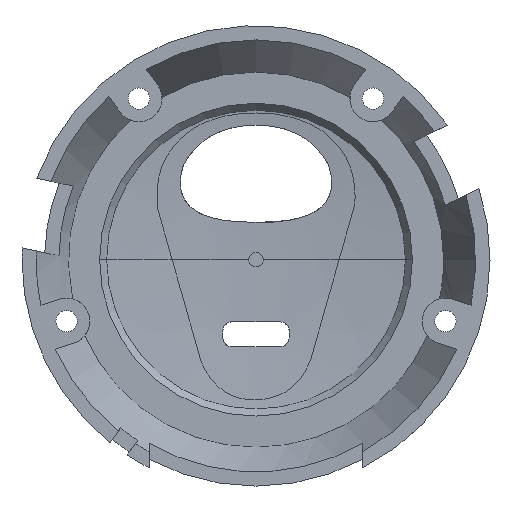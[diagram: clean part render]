
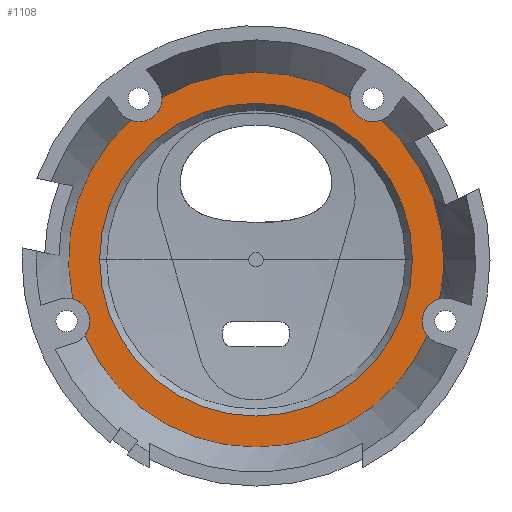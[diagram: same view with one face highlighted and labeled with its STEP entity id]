
A CAD part, front view. The second image highlights one B-rep face of the part: STEP entity #1108.
In plain terms, the highlighted planar face has unit normal (0, -1, 0).
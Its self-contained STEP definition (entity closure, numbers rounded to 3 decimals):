
#143 = CARTESIAN_POINT ( 'NONE',  ( -21.989, -4., 0. ) ) ;
#173 = AXIS2_PLACEMENT_3D ( 'NONE', #3603, #4106, #4710 ) ;
#242 = CIRCLE ( 'NONE', #4221, 21.989 ) ;
#287 = DIRECTION ( 'NONE',  ( 0., 1., 0. ) ) ;
#320 = DIRECTION ( 'NONE',  ( 0., 1., 0. ) ) ;
#322 = VERTEX_POINT ( 'NONE', #2063 ) ;
#350 = CIRCLE ( 'NONE', #5012, 3.25 ) ;
#386 = CARTESIAN_POINT ( 'NONE',  ( 0., -4., 0. ) ) ;
#452 = CARTESIAN_POINT ( 'NONE',  ( -26.63, -4., -8.652 ) ) ;
#596 = EDGE_CURVE ( 'NONE', #3998, #1755, #3144, .T. ) ;
#689 = CARTESIAN_POINT ( 'NONE',  ( -25.798, -4., -5.511 ) ) ;
#775 = DIRECTION ( 'NONE',  ( -1., 0., 0. ) ) ;
#811 = CARTESIAN_POINT ( 'NONE',  ( 16.458, -4., 22.652 ) ) ;
#858 = DIRECTION ( 'NONE',  ( 1., 0., 0. ) ) ;
#884 = AXIS2_PLACEMENT_3D ( 'NONE', #6829, #2986, #775 ) ;
#925 = CARTESIAN_POINT ( 'NONE',  ( -26.63, -4., -8.652 ) ) ;
#1044 = CARTESIAN_POINT ( 'NONE',  ( -23.38, -4., -8.652 ) ) ;
#1108 = ADVANCED_FACE ( 'NONE', ( #5123, #6265 ), #3027, .T. ) ;
#1154 = CARTESIAN_POINT ( 'NONE',  ( 0., -4., 0. ) ) ;
#1156 = CARTESIAN_POINT ( 'NONE',  ( 0., -4., 0. ) ) ;
#1157 = EDGE_CURVE ( 'NONE', #6262, #5594, #3947, .T. ) ;
#1295 = CARTESIAN_POINT ( 'NONE',  ( 21.989, -4., 0. ) ) ;
#1317 = ORIENTED_EDGE ( 'NONE', *, *, #4246, .T. ) ;
#1452 = DIRECTION ( 'NONE',  ( -1., 0., 0. ) ) ;
#1545 = EDGE_CURVE ( 'NONE', #5594, #4665, #6664, .T. ) ;
#1629 = VERTEX_POINT ( 'NONE', #3161 ) ;
#1755 = VERTEX_POINT ( 'NONE', #3862 ) ;
#1784 = CARTESIAN_POINT ( 'NONE',  ( 26.63, -4., -8.652 ) ) ;
#1873 = ORIENTED_EDGE ( 'NONE', *, *, #596, .F. ) ;
#1984 = EDGE_CURVE ( 'NONE', #322, #1755, #3108, .T. ) ;
#1998 = VERTEX_POINT ( 'NONE', #689 ) ;
#2063 = CARTESIAN_POINT ( 'NONE',  ( 24.11, -4., -10.705 ) ) ;
#2090 = DIRECTION ( 'NONE',  ( 0., 1., 0. ) ) ;
#2130 = CIRCLE ( 'NONE', #884, 26.38 ) ;
#2160 = DIRECTION ( 'NONE',  ( 0., 1., 0. ) ) ;
#2174 = AXIS2_PLACEMENT_3D ( 'NONE', #1154, #2160, #2805 ) ;
#2315 = AXIS2_PLACEMENT_3D ( 'NONE', #1156, #3338, #5503 ) ;
#2415 = CARTESIAN_POINT ( 'NONE',  ( -16.458, -4., 22.652 ) ) ;
#2557 = DIRECTION ( 'NONE',  ( 0., 1., 0. ) ) ;
#2586 = VERTEX_POINT ( 'NONE', #1295 ) ;
#2665 = CIRCLE ( 'NONE', #2315, 26.38 ) ;
#2805 = DIRECTION ( 'NONE',  ( -1., 0., 0. ) ) ;
#2831 = CIRCLE ( 'NONE', #4410, 21.989 ) ;
#2905 = EDGE_CURVE ( 'NONE', #322, #4030, #2665, .T. ) ;
#2963 = VERTEX_POINT ( 'NONE', #1044 ) ;
#2986 = DIRECTION ( 'NONE',  ( 0., 1., 0. ) ) ;
#3011 = ORIENTED_EDGE ( 'NONE', *, *, #1984, .T. ) ;
#3027 = PLANE ( 'NONE',  #5196 ) ;
#3060 = DIRECTION ( 'NONE',  ( 1., 0., 0. ) ) ;
#3108 = CIRCLE ( 'NONE', #5618, 3.25 ) ;
#3144 = CIRCLE ( 'NONE', #6790, 26.38 ) ;
#3159 = CARTESIAN_POINT ( 'NONE',  ( -17.632, -4., 19.622 ) ) ;
#3161 = CARTESIAN_POINT ( 'NONE',  ( 17.632, -4., 19.622 ) ) ;
#3338 = DIRECTION ( 'NONE',  ( 0., 1., 0. ) ) ;
#3603 = CARTESIAN_POINT ( 'NONE',  ( 0., -4., 0. ) ) ;
#3604 = ORIENTED_EDGE ( 'NONE', *, *, #4554, .F. ) ;
#3769 = CARTESIAN_POINT ( 'NONE',  ( -13.208, -4., 22.652 ) ) ;
#3808 = AXIS2_PLACEMENT_3D ( 'NONE', #925, #287, #858 ) ;
#3850 = DIRECTION ( 'NONE',  ( 1., 0., 0. ) ) ;
#3862 = CARTESIAN_POINT ( 'NONE',  ( 25.798, -4., -5.511 ) ) ;
#3881 = ORIENTED_EDGE ( 'NONE', *, *, #6631, .F. ) ;
#3947 = CIRCLE ( 'NONE', #6679, 3.25 ) ;
#3969 = EDGE_LOOP ( 'NONE', ( #6704, #1317 ) ) ;
#3998 = VERTEX_POINT ( 'NONE', #6955 ) ;
#4015 = DIRECTION ( 'NONE',  ( 0., 1., 0. ) ) ;
#4022 = DIRECTION ( 'NONE',  ( 0., 1., 0. ) ) ;
#4029 = VERTEX_POINT ( 'NONE', #143 ) ;
#4030 = VERTEX_POINT ( 'NONE', #5624 ) ;
#4044 = CIRCLE ( 'NONE', #173, 26.38 ) ;
#4055 = ORIENTED_EDGE ( 'NONE', *, *, #1545, .T. ) ;
#4106 = DIRECTION ( 'NONE',  ( 0., 1., 0. ) ) ;
#4159 = DIRECTION ( 'NONE',  ( 1., 0., 0. ) ) ;
#4161 = AXIS2_PLACEMENT_3D ( 'NONE', #2415, #4579, #3060 ) ;
#4221 = AXIS2_PLACEMENT_3D ( 'NONE', #386, #2557, #5334 ) ;
#4246 = EDGE_CURVE ( 'NONE', #2586, #4029, #2831, .T. ) ;
#4397 = VERTEX_POINT ( 'NONE', #7058 ) ;
#4410 = AXIS2_PLACEMENT_3D ( 'NONE', #5693, #320, #1452 ) ;
#4500 = CARTESIAN_POINT ( 'NONE',  ( 0., -4., 0. ) ) ;
#4550 = EDGE_CURVE ( 'NONE', #1629, #4397, #6108, .T. ) ;
#4554 = EDGE_CURVE ( 'NONE', #1998, #4665, #2130, .T. ) ;
#4579 = DIRECTION ( 'NONE',  ( 0., 1., 0. ) ) ;
#4659 = DIRECTION ( 'NONE',  ( 0., -1., 0. ) ) ;
#4665 = VERTEX_POINT ( 'NONE', #3159 ) ;
#4710 = DIRECTION ( 'NONE',  ( -1., 0., 0. ) ) ;
#4833 = ORIENTED_EDGE ( 'NONE', *, *, #5077, .F. ) ;
#5012 = AXIS2_PLACEMENT_3D ( 'NONE', #452, #2090, #6440 ) ;
#5077 = EDGE_CURVE ( 'NONE', #1629, #3998, #4044, .T. ) ;
#5123 = FACE_OUTER_BOUND ( 'NONE', #6273, .T. ) ;
#5134 = CIRCLE ( 'NONE', #2174, 26.38 ) ;
#5196 = AXIS2_PLACEMENT_3D ( 'NONE', #6907, #4659, #6875 ) ;
#5334 = DIRECTION ( 'NONE',  ( -1., 0., 0. ) ) ;
#5454 = EDGE_CURVE ( 'NONE', #1998, #2963, #5972, .T. ) ;
#5503 = DIRECTION ( 'NONE',  ( -1., 0., 0. ) ) ;
#5519 = ORIENTED_EDGE ( 'NONE', *, *, #2905, .F. ) ;
#5562 = ORIENTED_EDGE ( 'NONE', *, *, #5454, .T. ) ;
#5594 = VERTEX_POINT ( 'NONE', #3769 ) ;
#5608 = DIRECTION ( 'NONE',  ( 0., 1., 0. ) ) ;
#5618 = AXIS2_PLACEMENT_3D ( 'NONE', #1784, #6594, #3850 ) ;
#5624 = CARTESIAN_POINT ( 'NONE',  ( -24.11, -4., -10.705 ) ) ;
#5693 = CARTESIAN_POINT ( 'NONE',  ( 0., -4., 0. ) ) ;
#5758 = CARTESIAN_POINT ( 'NONE',  ( -16.458, -4., 22.652 ) ) ;
#5932 = ORIENTED_EDGE ( 'NONE', *, *, #4550, .T. ) ;
#5972 = CIRCLE ( 'NONE', #3808, 3.25 ) ;
#6045 = CARTESIAN_POINT ( 'NONE',  ( -13.213, -4., 22.832 ) ) ;
#6108 = CIRCLE ( 'NONE', #6455, 3.25 ) ;
#6262 = VERTEX_POINT ( 'NONE', #6045 ) ;
#6265 = FACE_BOUND ( 'NONE', #3969, .T. ) ;
#6273 = EDGE_LOOP ( 'NONE', ( #5562, #6575, #5519, #3011, #1873, #4833, #5932, #3881, #6845, #4055, #3604 ) ) ;
#6440 = DIRECTION ( 'NONE',  ( 1., 0., 0. ) ) ;
#6455 = AXIS2_PLACEMENT_3D ( 'NONE', #811, #4015, #6796 ) ;
#6552 = EDGE_CURVE ( 'NONE', #4029, #2586, #242, .T. ) ;
#6556 = EDGE_CURVE ( 'NONE', #2963, #4030, #350, .T. ) ;
#6575 = ORIENTED_EDGE ( 'NONE', *, *, #6556, .T. ) ;
#6594 = DIRECTION ( 'NONE',  ( 0., 1., 0. ) ) ;
#6631 = EDGE_CURVE ( 'NONE', #6262, #4397, #5134, .T. ) ;
#6664 = CIRCLE ( 'NONE', #4161, 3.25 ) ;
#6679 = AXIS2_PLACEMENT_3D ( 'NONE', #5758, #4022, #4159 ) ;
#6704 = ORIENTED_EDGE ( 'NONE', *, *, #6552, .T. ) ;
#6790 = AXIS2_PLACEMENT_3D ( 'NONE', #4500, #5608, #7020 ) ;
#6796 = DIRECTION ( 'NONE',  ( 1., 0., 0. ) ) ;
#6829 = CARTESIAN_POINT ( 'NONE',  ( 0., -4., 0. ) ) ;
#6845 = ORIENTED_EDGE ( 'NONE', *, *, #1157, .T. ) ;
#6875 = DIRECTION ( 'NONE',  ( 1., 0., 0. ) ) ;
#6907 = CARTESIAN_POINT ( 'NONE',  ( -21.989, -4., 0. ) ) ;
#6955 = CARTESIAN_POINT ( 'NONE',  ( 26.38, -4., 0. ) ) ;
#7020 = DIRECTION ( 'NONE',  ( -1., 0., 0. ) ) ;
#7058 = CARTESIAN_POINT ( 'NONE',  ( 13.213, -4., 22.832 ) ) ;
